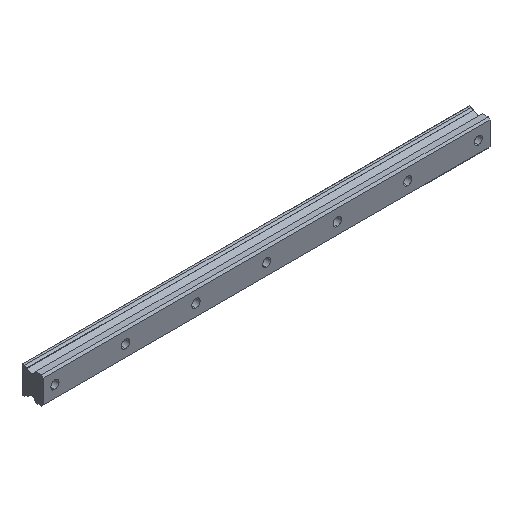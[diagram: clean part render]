
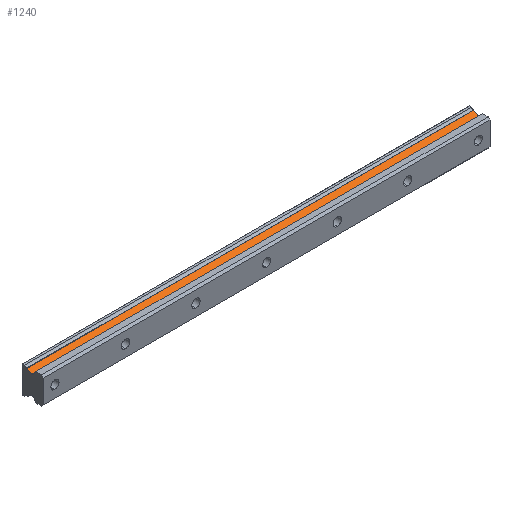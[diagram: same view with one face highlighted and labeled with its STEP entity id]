
A CAD part, isometric view. The second image highlights one B-rep face of the part: STEP entity #1240.
In plain terms, the highlighted planar face has unit normal (0, -0.499, 0.867).
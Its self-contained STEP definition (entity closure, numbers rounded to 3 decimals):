
#13 = CARTESIAN_POINT ( 'NONE',  ( 370., 13.68, 10.315 ) ) ;
#54 = CARTESIAN_POINT ( 'NONE',  ( -10., 13.68, 10.315 ) ) ;
#80 = DIRECTION ( 'NONE',  ( 0., -0.866, -0.499 ) ) ;
#114 = DIRECTION ( 'NONE',  ( 0., 0.866, 0.499 ) ) ;
#426 = PLANE ( 'NONE',  #1391 ) ;
#499 = ORIENTED_EDGE ( 'NONE', *, *, #1471, .F. ) ;
#543 = EDGE_LOOP ( 'NONE', ( #1209, #826, #499, #764 ) ) ;
#655 = LINE ( 'NONE', #1274, #1961 ) ;
#710 = LINE ( 'NONE', #1306, #1096 ) ;
#764 = ORIENTED_EDGE ( 'NONE', *, *, #1548, .T. ) ;
#765 = EDGE_CURVE ( 'NONE', #1085, #882, #1336, .T. ) ;
#817 = CARTESIAN_POINT ( 'NONE',  ( 370., 13.68, 10.315 ) ) ;
#826 = ORIENTED_EDGE ( 'NONE', *, *, #1575, .F. ) ;
#882 = VERTEX_POINT ( 'NONE', #1627 ) ;
#980 = VERTEX_POINT ( 'NONE', #54 ) ;
#1002 = DIRECTION ( 'NONE',  ( 0., 0.499, -0.866 ) ) ;
#1005 = VERTEX_POINT ( 'NONE', #817 ) ;
#1039 = CARTESIAN_POINT ( 'NONE',  ( 370., 9.514, 7.915 ) ) ;
#1085 = VERTEX_POINT ( 'NONE', #1773 ) ;
#1096 = VECTOR ( 'NONE', #80, 1000. ) ;
#1193 = VECTOR ( 'NONE', #1966, 1000. ) ;
#1209 = ORIENTED_EDGE ( 'NONE', *, *, #765, .F. ) ;
#1240 = ADVANCED_FACE ( 'NONE', ( #1317 ), #426, .F. ) ;
#1274 = CARTESIAN_POINT ( 'NONE',  ( -10., 13.68, 10.315 ) ) ;
#1306 = CARTESIAN_POINT ( 'NONE',  ( 370., 13.68, 10.315 ) ) ;
#1317 = FACE_OUTER_BOUND ( 'NONE', #543, .T. ) ;
#1336 = LINE ( 'NONE', #1039, #1193 ) ;
#1342 = CARTESIAN_POINT ( 'NONE',  ( 370., 13.68, 10.315 ) ) ;
#1391 = AXIS2_PLACEMENT_3D ( 'NONE', #1342, #1002, #114 ) ;
#1451 = VECTOR ( 'NONE', #1700, 1000. ) ;
#1471 = EDGE_CURVE ( 'NONE', #980, #1005, #1691, .T. ) ;
#1548 = EDGE_CURVE ( 'NONE', #980, #882, #655, .T. ) ;
#1575 = EDGE_CURVE ( 'NONE', #1005, #1085, #710, .T. ) ;
#1627 = CARTESIAN_POINT ( 'NONE',  ( -10., 9.514, 7.915 ) ) ;
#1691 = LINE ( 'NONE', #13, #1451 ) ;
#1700 = DIRECTION ( 'NONE',  ( 1., 0., 0. ) ) ;
#1773 = CARTESIAN_POINT ( 'NONE',  ( 370., 9.514, 7.915 ) ) ;
#1883 = DIRECTION ( 'NONE',  ( 0., -0.866, -0.499 ) ) ;
#1961 = VECTOR ( 'NONE', #1883, 1000. ) ;
#1966 = DIRECTION ( 'NONE',  ( -1., 0., 0. ) ) ;
